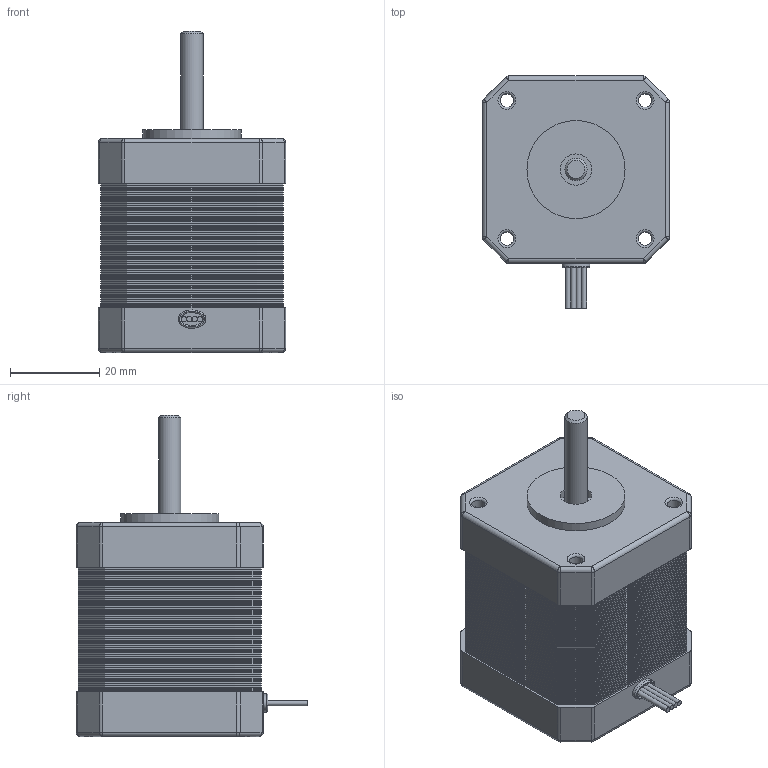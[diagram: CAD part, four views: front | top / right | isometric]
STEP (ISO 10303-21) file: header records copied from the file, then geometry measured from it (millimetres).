
FILE_DESCRIPTION(/* description */ (''),/* implementation_level */ '2;1');
FILE_NAME(/* name */ 'M1173041- NEMA 17.stp',/* time_stamp */ '2016-05-14T20:21:59+02:00',/* author */ ('Cornelius'),/* organization */ (''),/* preprocessor_version */ 'ST-DEVELOPER v16.5',/* originating_system */ 'Autodesk Inventor 2017',/* authorisation */ '');
FILE_SCHEMA (('AUTOMOTIVE_DESIGN { 1 0 10303 214 3 1 1 }'));
Length unit declared in the file: millimetre
Products named in the file (1): M1173041- NEMA 17
Bounding box: 42 x 52 x 72 mm (x, y, z)
Volume: 78612.2 mm3; surface area: 14843.2 mm2
Topology: 1 solids, 1 shells, 1066 faces, 2500 edges, 1484 vertices
Faces by surface type: plane 989, cylinder 50, sphere 16, torus 5, bspline 4, cone 2
Full cylindrical faces by diameter (mm): 1.2 x2, 3 x4, 5 x2, 6 x4, 7 x1, 22 x1
Entity records: 30435 total; most frequent: CARTESIAN_POINT 5303, ORIENTED_EDGE 4928, DIRECTION 4697, EDGE_CURVE 2461, LINE 2327, VECTOR 2327, VERTEX_POINT 1480, AXIS2_PLACEMENT_3D 1185
